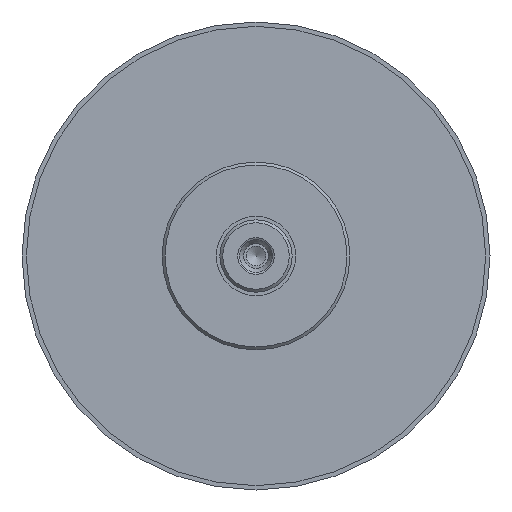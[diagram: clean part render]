
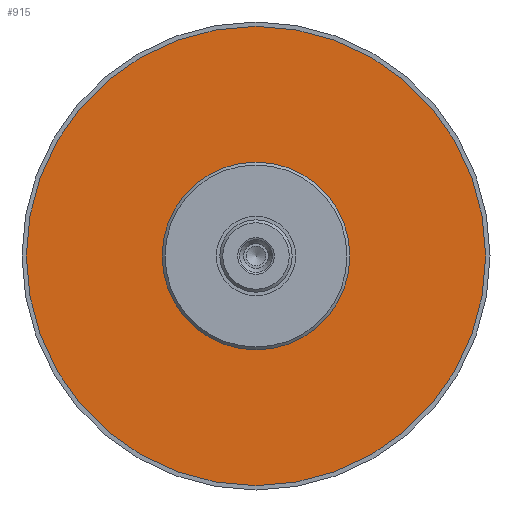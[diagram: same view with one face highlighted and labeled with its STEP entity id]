
A CAD part, front view. The second image highlights one B-rep face of the part: STEP entity #915.
In plain terms, the highlighted planar face has unit normal (0, -1, 0).
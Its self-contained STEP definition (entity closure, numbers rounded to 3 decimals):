
#671=CARTESIAN_POINT('',(0.0,-335.,65.));
#672=VERTEX_POINT('',#671);
#673=CARTESIAN_POINT('',(0.0,-335.,0.0));
#674=DIRECTION('',(0.0,1.0,0.0));
#675=DIRECTION('',(0.0,0.0,1.0));
#676=AXIS2_PLACEMENT_3D('',#673,#674,#675);
#677=CIRCLE('',#676,65.);
#678=EDGE_CURVE('',#672,#672,#677,.T.);
#896=CARTESIAN_POINT('',(0.0,-335.0,112.));
#897=DIRECTION('',(0.0,-1.0,0.0));
#898=DIRECTION('',(0.0,0.0,-1.0));
#899=AXIS2_PLACEMENT_3D('',#896,#897,#898);
#900=PLANE('',#899);
#901=CARTESIAN_POINT('',(0.0,-335.0,159.));
#902=VERTEX_POINT('',#901);
#903=CARTESIAN_POINT('',(0.0,-335.0,0.0));
#904=DIRECTION('',(0.0,1.0,0.0));
#905=DIRECTION('',(0.0,0.0,1.0));
#906=AXIS2_PLACEMENT_3D('',#903,#904,#905);
#907=CIRCLE('',#906,159.);
#908=EDGE_CURVE('',#902,#902,#907,.T.);
#909=ORIENTED_EDGE('',*,*,#908,.F.);
#910=EDGE_LOOP('',(#909));
#911=FACE_OUTER_BOUND('',#910,.T.);
#912=ORIENTED_EDGE('',*,*,#678,.T.);
#913=EDGE_LOOP('',(#912));
#914=FACE_BOUND('',#913,.T.);
#915=ADVANCED_FACE('',(#911,#914),#900,.T.);
